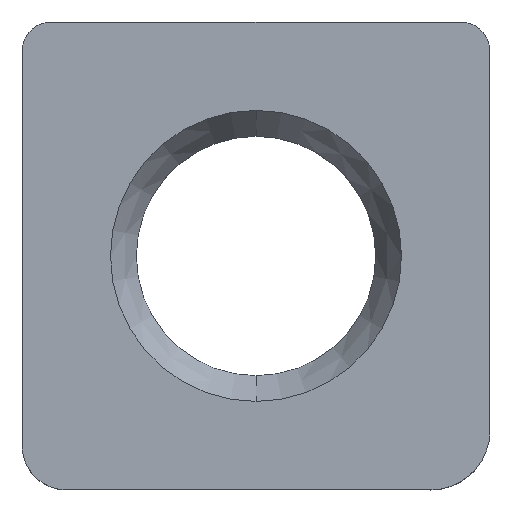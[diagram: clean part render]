
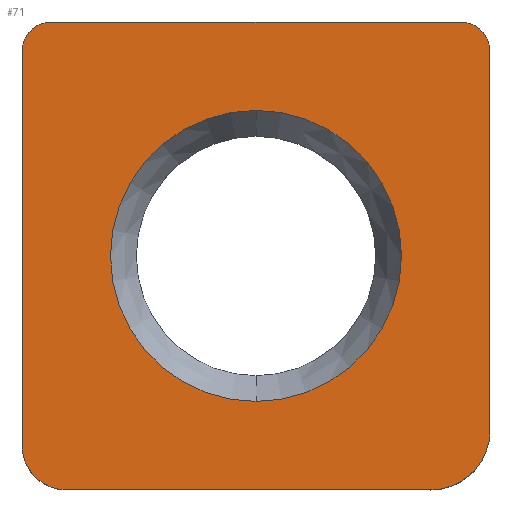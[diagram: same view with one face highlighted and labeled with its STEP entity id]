
A CAD part, top view. The second image highlights one B-rep face of the part: STEP entity #71.
In plain terms, the highlighted planar face has unit normal (0, 0, 1).
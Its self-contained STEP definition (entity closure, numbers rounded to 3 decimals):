
#71=ADVANCED_FACE('',(#105,#106),#95,.T.);
#95=PLANE('',#444);
#105=FACE_BOUND('',#109,.T.);
#106=FACE_BOUND('',#110,.T.);
#109=EDGE_LOOP('',(#203,#204,#205,#206,#207,#208,#209,#210));
#110=EDGE_LOOP('',(#211,#212));
#135=LINE('',#617,#169);
#136=LINE('',#621,#170);
#137=LINE('',#625,#171);
#138=LINE('',#629,#172);
#169=VECTOR('',#490,1.);
#170=VECTOR('',#493,1.);
#171=VECTOR('',#496,1.);
#172=VECTOR('',#499,1.);
#203=ORIENTED_EDGE('',*,*,#343,.T.);
#204=ORIENTED_EDGE('',*,*,#344,.T.);
#205=ORIENTED_EDGE('',*,*,#345,.T.);
#206=ORIENTED_EDGE('',*,*,#346,.T.);
#207=ORIENTED_EDGE('',*,*,#347,.T.);
#208=ORIENTED_EDGE('',*,*,#348,.T.);
#209=ORIENTED_EDGE('',*,*,#349,.T.);
#210=ORIENTED_EDGE('',*,*,#350,.T.);
#211=ORIENTED_EDGE('',*,*,#351,.F.);
#212=ORIENTED_EDGE('',*,*,#352,.F.);
#311=VERTEX_POINT('',#615);
#312=VERTEX_POINT('',#616);
#313=VERTEX_POINT('',#618);
#314=VERTEX_POINT('',#620);
#315=VERTEX_POINT('',#622);
#316=VERTEX_POINT('',#624);
#317=VERTEX_POINT('',#626);
#318=VERTEX_POINT('',#628);
#319=VERTEX_POINT('',#631);
#320=VERTEX_POINT('',#632);
#343=EDGE_CURVE('',#311,#312,#397,.T.);
#344=EDGE_CURVE('',#312,#313,#135,.T.);
#345=EDGE_CURVE('',#313,#314,#398,.T.);
#346=EDGE_CURVE('',#314,#315,#136,.T.);
#347=EDGE_CURVE('',#315,#316,#399,.T.);
#348=EDGE_CURVE('',#316,#317,#137,.T.);
#349=EDGE_CURVE('',#317,#318,#400,.T.);
#350=EDGE_CURVE('',#318,#311,#138,.T.);
#351=EDGE_CURVE('',#319,#320,#401,.T.);
#352=EDGE_CURVE('',#320,#319,#402,.T.);
#397=CIRCLE('',#438,0.8);
#398=CIRCLE('',#439,0.8);
#399=CIRCLE('',#440,1.2);
#400=CIRCLE('',#441,1.6);
#401=CIRCLE('',#442,3.95);
#402=CIRCLE('',#443,3.95);
#438=AXIS2_PLACEMENT_3D('',#614,#488,#489);
#439=AXIS2_PLACEMENT_3D('',#619,#491,#492);
#440=AXIS2_PLACEMENT_3D('',#623,#494,#495);
#441=AXIS2_PLACEMENT_3D('',#627,#497,#498);
#442=AXIS2_PLACEMENT_3D('',#630,#500,#501);
#443=AXIS2_PLACEMENT_3D('',#633,#502,#503);
#444=AXIS2_PLACEMENT_3D('',#634,#504,#505);
#488=DIRECTION('',(0.,0.,1.));
#489=DIRECTION('',(1.,0.,0.));
#490=DIRECTION('',(-1.,0.,0.));
#491=DIRECTION('',(0.,0.,1.));
#492=DIRECTION('',(0.,1.,0.));
#493=DIRECTION('',(0.,-1.,0.));
#494=DIRECTION('',(0.,0.,1.));
#495=DIRECTION('',(-1.,0.,0.));
#496=DIRECTION('',(1.,0.,0.));
#497=DIRECTION('',(0.,0.,1.));
#498=DIRECTION('',(0.,-1.,0.));
#499=DIRECTION('',(0.,1.,0.));
#500=DIRECTION('',(0.,0.,1.));
#501=DIRECTION('',(0.,1.,0.));
#502=DIRECTION('',(0.,0.,1.));
#503=DIRECTION('',(0.,-1.,0.));
#504=DIRECTION('',(0.,0.,1.));
#505=DIRECTION('',(-1.,0.,0.));
#614=CARTESIAN_POINT('',(5.55,5.55,0.));
#615=CARTESIAN_POINT('',(6.35,5.55,0.));
#616=CARTESIAN_POINT('',(5.55,6.35,0.));
#617=CARTESIAN_POINT('',(5.55,6.35,0.));
#618=CARTESIAN_POINT('',(-5.55,6.35,0.));
#619=CARTESIAN_POINT('',(-5.55,5.55,0.));
#620=CARTESIAN_POINT('',(-6.35,5.55,0.));
#621=CARTESIAN_POINT('',(-6.35,5.55,0.));
#622=CARTESIAN_POINT('',(-6.35,-5.15,0.));
#623=CARTESIAN_POINT('',(-5.15,-5.15,0.));
#624=CARTESIAN_POINT('',(-5.15,-6.35,0.));
#625=CARTESIAN_POINT('',(-5.15,-6.35,0.));
#626=CARTESIAN_POINT('',(4.75,-6.35,0.));
#627=CARTESIAN_POINT('',(4.75,-4.75,0.));
#628=CARTESIAN_POINT('',(6.35,-4.75,0.));
#629=CARTESIAN_POINT('',(6.35,-4.75,0.));
#630=CARTESIAN_POINT('',(0.,0.,0.));
#631=CARTESIAN_POINT('',(0.,3.95,0.));
#632=CARTESIAN_POINT('',(0.,-3.95,0.));
#633=CARTESIAN_POINT('',(0.,0.,0.));
#634=CARTESIAN_POINT('',(0.,0.,0.));
